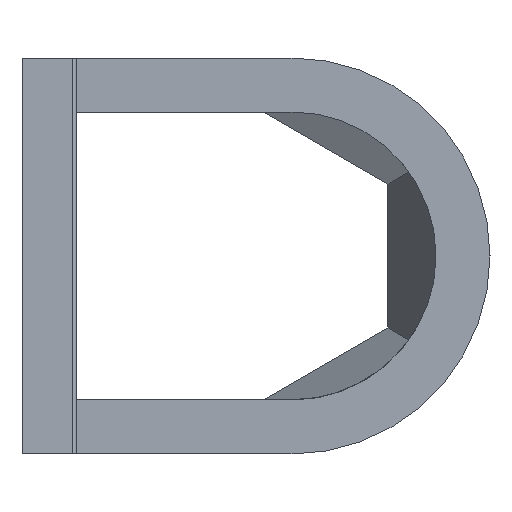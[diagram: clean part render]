
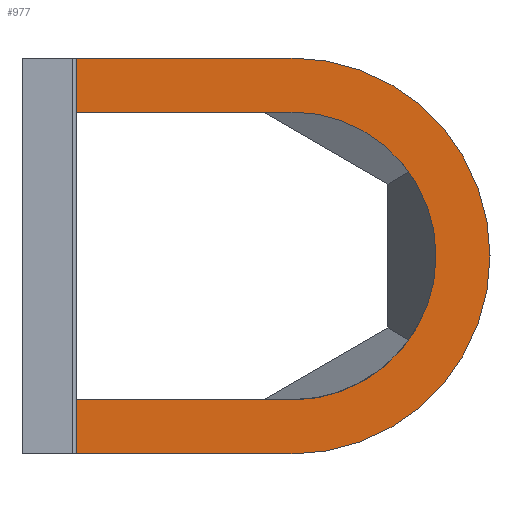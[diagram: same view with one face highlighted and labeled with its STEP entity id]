
A CAD part, left-side view. The second image highlights one B-rep face of the part: STEP entity #977.
In plain terms, the highlighted planar face has unit normal (-1, 0, 0).
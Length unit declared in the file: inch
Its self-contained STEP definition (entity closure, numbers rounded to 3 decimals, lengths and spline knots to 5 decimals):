
#24 = VERTEX_POINT ( 'NONE', #1597 ) ;
#30 = VECTOR ( 'NONE', #2849, 39.37008 ) ;
#46 = CARTESIAN_POINT ( 'NONE',  ( -16.5, 4., 5.5 ) ) ;
#140 = CARTESIAN_POINT ( 'NONE',  ( -16.5, 4., 0. ) ) ;
#160 = ORIENTED_EDGE ( 'NONE', *, *, #1747, .F. ) ;
#215 = ORIENTED_EDGE ( 'NONE', *, *, #268, .F. ) ;
#247 = EDGE_CURVE ( 'NONE', #757, #3088, #259, .T. ) ;
#257 = LINE ( 'NONE', #1762, #1067 ) ;
#259 = LINE ( 'NONE', #3027, #1577 ) ;
#263 = CARTESIAN_POINT ( 'NONE',  ( -16.5, 4., -5.5 ) ) ;
#268 = EDGE_CURVE ( 'NONE', #3088, #2956, #1050, .T. ) ;
#326 = AXIS2_PLACEMENT_3D ( 'NONE', #140, #2107, #866 ) ;
#415 = VECTOR ( 'NONE', #1035, 39.37008 ) ;
#416 = CARTESIAN_POINT ( 'NONE',  ( -16.5, 10., -5.5 ) ) ;
#447 = CARTESIAN_POINT ( 'NONE',  ( -16.5, 10., 4. ) ) ;
#473 = EDGE_LOOP ( 'NONE', ( #1355, #485, #1859, #2036, #215, #1733, #160, #2726 ) ) ;
#485 = ORIENTED_EDGE ( 'NONE', *, *, #510, .T. ) ;
#501 = LINE ( 'NONE', #3080, #415 ) ;
#510 = EDGE_CURVE ( 'NONE', #24, #2045, #2657, .T. ) ;
#553 = VERTEX_POINT ( 'NONE', #447 ) ;
#558 = PLANE ( 'NONE',  #1117 ) ;
#666 = CARTESIAN_POINT ( 'NONE',  ( -16.5, 4., -4. ) ) ;
#709 = DIRECTION ( 'NONE',  ( 0., 1., 0. ) ) ;
#757 = VERTEX_POINT ( 'NONE', #2607 ) ;
#764 = DIRECTION ( 'NONE',  ( 1., 0., 0. ) ) ;
#866 = DIRECTION ( 'NONE',  ( 0., 0., -1. ) ) ;
#922 = CARTESIAN_POINT ( 'NONE',  ( -16.5, 10., -4. ) ) ;
#977 = ADVANCED_FACE ( 'NONE', ( #1041 ), #558, .F. ) ;
#1035 = DIRECTION ( 'NONE',  ( 0., 0., 1. ) ) ;
#1041 = FACE_OUTER_BOUND ( 'NONE', #473, .T. ) ;
#1050 = CIRCLE ( 'NONE', #1675, 5.5 ) ;
#1067 = VECTOR ( 'NONE', #1301, 39.37008 ) ;
#1068 = CARTESIAN_POINT ( 'NONE',  ( -16.5, 4., 4. ) ) ;
#1080 = DIRECTION ( 'NONE',  ( 0., 0., -1. ) ) ;
#1094 = EDGE_CURVE ( 'NONE', #1872, #24, #1942, .T. ) ;
#1117 = AXIS2_PLACEMENT_3D ( 'NONE', #2543, #1286, #1080 ) ;
#1165 = VECTOR ( 'NONE', #2846, 39.37008 ) ;
#1226 = EDGE_CURVE ( 'NONE', #2631, #2045, #501, .T. ) ;
#1286 = DIRECTION ( 'NONE',  ( 1., 0., 0. ) ) ;
#1301 = DIRECTION ( 'NONE',  ( 0., 1., 0. ) ) ;
#1346 = CARTESIAN_POINT ( 'NONE',  ( -16.5, 10., 4. ) ) ;
#1355 = ORIENTED_EDGE ( 'NONE', *, *, #1094, .T. ) ;
#1523 = EDGE_CURVE ( 'NONE', #553, #1872, #2101, .T. ) ;
#1577 = VECTOR ( 'NONE', #3073, 39.37008 ) ;
#1597 = CARTESIAN_POINT ( 'NONE',  ( -16.5, 4., -4. ) ) ;
#1675 = AXIS2_PLACEMENT_3D ( 'NONE', #2783, #764, #2245 ) ;
#1733 = ORIENTED_EDGE ( 'NONE', *, *, #247, .F. ) ;
#1747 = EDGE_CURVE ( 'NONE', #553, #757, #1789, .T. ) ;
#1762 = CARTESIAN_POINT ( 'NONE',  ( -16.5, 4., -5.5 ) ) ;
#1789 = LINE ( 'NONE', #1346, #1165 ) ;
#1859 = ORIENTED_EDGE ( 'NONE', *, *, #1226, .F. ) ;
#1872 = VERTEX_POINT ( 'NONE', #1068 ) ;
#1942 = CIRCLE ( 'NONE', #326, 4. ) ;
#2036 = ORIENTED_EDGE ( 'NONE', *, *, #2467, .F. ) ;
#2045 = VERTEX_POINT ( 'NONE', #922 ) ;
#2071 = CARTESIAN_POINT ( 'NONE',  ( -16.5, 10., 4. ) ) ;
#2096 = VECTOR ( 'NONE', #709, 39.37008 ) ;
#2101 = LINE ( 'NONE', #2071, #30 ) ;
#2107 = DIRECTION ( 'NONE',  ( 1., 0., 0. ) ) ;
#2245 = DIRECTION ( 'NONE',  ( 0., 0., -1. ) ) ;
#2467 = EDGE_CURVE ( 'NONE', #2956, #2631, #257, .T. ) ;
#2543 = CARTESIAN_POINT ( 'NONE',  ( -16.5, 4., 0. ) ) ;
#2607 = CARTESIAN_POINT ( 'NONE',  ( -16.5, 10., 5.5 ) ) ;
#2631 = VERTEX_POINT ( 'NONE', #416 ) ;
#2657 = LINE ( 'NONE', #666, #2096 ) ;
#2726 = ORIENTED_EDGE ( 'NONE', *, *, #1523, .T. ) ;
#2783 = CARTESIAN_POINT ( 'NONE',  ( -16.5, 4., 0. ) ) ;
#2846 = DIRECTION ( 'NONE',  ( 0., 0., 1. ) ) ;
#2849 = DIRECTION ( 'NONE',  ( 0., -1., 0. ) ) ;
#2956 = VERTEX_POINT ( 'NONE', #263 ) ;
#3027 = CARTESIAN_POINT ( 'NONE',  ( -16.5, 10., 5.5 ) ) ;
#3073 = DIRECTION ( 'NONE',  ( 0., -1., 0. ) ) ;
#3080 = CARTESIAN_POINT ( 'NONE',  ( -16.5, 10., 4. ) ) ;
#3088 = VERTEX_POINT ( 'NONE', #46 ) ;
